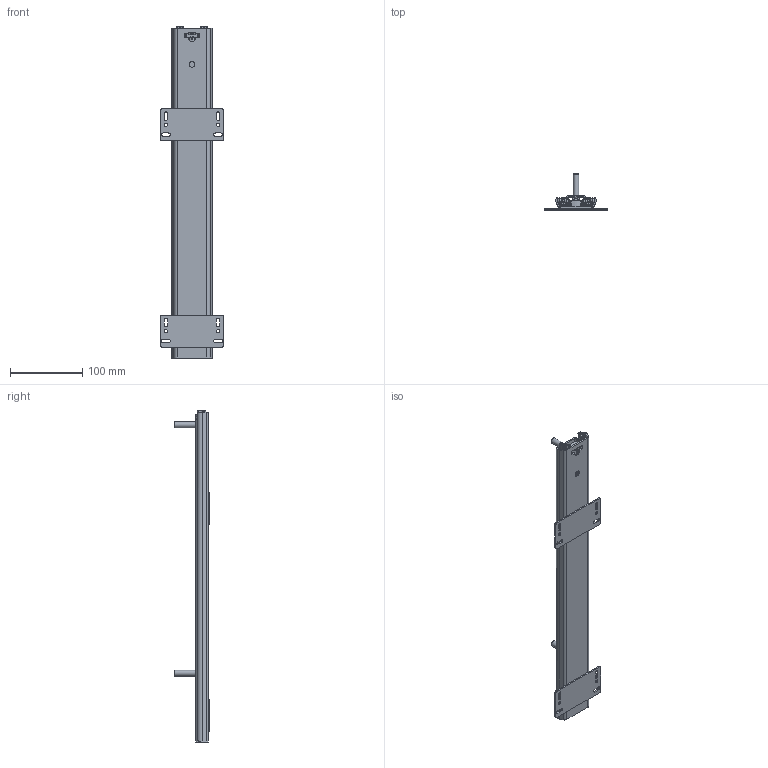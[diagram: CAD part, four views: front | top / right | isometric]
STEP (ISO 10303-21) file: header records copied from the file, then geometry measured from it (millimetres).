
FILE_DESCRIPTION(/* description */ ('ULF HD 458.5 / 510 (17,2mm)'),/* implementation_level */ '2;1');
FILE_NAME(/* name */ '124-B34_00_in.stp',/* time_stamp */ '2017-12-18T09:56:01+01:00',/* author */ ('stagece1'),/* organization */ (''),/* preprocessor_version */ 'ST-DEVELOPER v16.13',/* originating_system */ 'Autodesk Inventor 2018',/* authorisation */ '');
FILE_SCHEMA (('AUTOMOTIVE_DESIGN { 1 0 10303 214 3 1 1 }'));
Length unit declared in the file: millimetre
Products named in the file (18): 124-B34; 124-B34_1; 124-B34_2; 124-B34_3; 5920037; 554-202; 124-B34_4; 124-B34_5; 124-B34_6; 124-B34_7; 124-B34_8; 124-B34_9; 124-B34_10; 124-B34_11; 921084; 124-B34_12; 124-B34_13; 931234
Assembly tree (68 placements, depth 3):
  124-B34
    124-B34_1
    124-B34_2
      124-B34_3
      5920037
      554-202  x2
    124-B34_4
      124-B34_5
      921084  x2
      124-B34_6  x24
    124-B34_7
      124-B34_8
    124-B34_9
      124-B34_10
      124-B34_11  x24
      921084  x2
    124-B34_12
      124-B34_13
      931234  x2
Bounding box: 88 x 49.2 x 458.5 mm (x, y, z)
Volume: 187056.4 mm3; surface area: 243424.9 mm2
Topology: 66 solids, 66 shells, 1918 faces, 5667 edges, 3984 vertices
Faces by surface type: plane 1016, cylinder 810, sphere 68, cone 10, bspline 10, torus 4
Full cylindrical faces by diameter (mm): 4 x4, 4.5 x4, 5.56 x24, 6.35 x24, 8 x3
Entity records: 49657 total; most frequent: CARTESIAN_POINT 9293, DIRECTION 8516, ORIENTED_EDGE 8064, EDGE_CURVE 4032, AXIS2_PLACEMENT_3D 2947, VERTEX_POINT 2712, LINE 2622, VECTOR 2622
